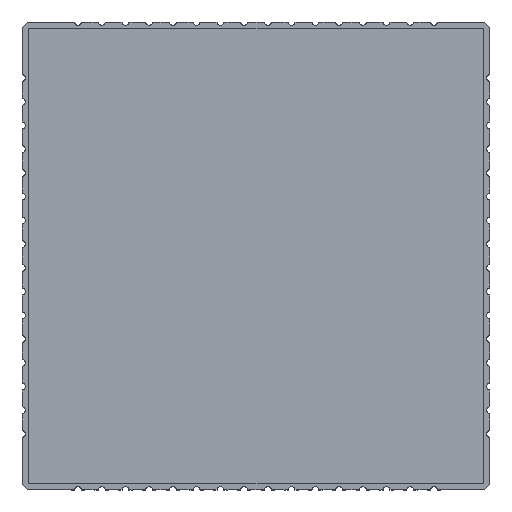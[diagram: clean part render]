
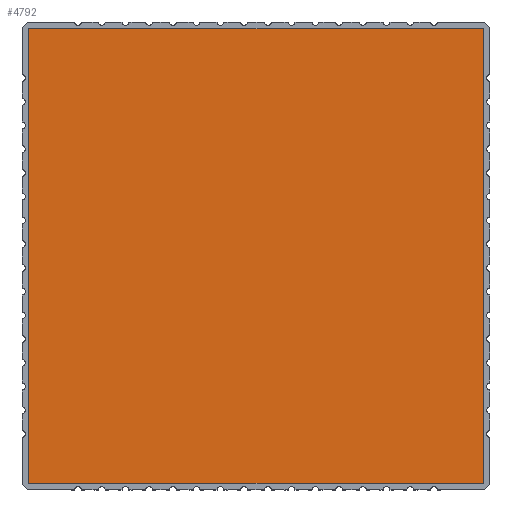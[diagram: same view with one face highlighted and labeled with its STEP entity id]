
A CAD part, top view. The second image highlights one B-rep face of the part: STEP entity #4792.
In plain terms, the highlighted planar face has unit normal (0, 0, 1).
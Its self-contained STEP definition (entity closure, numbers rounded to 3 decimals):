
#4792=ADVANCED_FACE('',(#8485),#8487,.T.);
#8485=FACE_BOUND('',#8486,.T.);
#8486=EDGE_LOOP('',(#11632,#11633,#11634,#11635));
#8487=PLANE('',#8488);
#8488=AXIS2_PLACEMENT_3D('',#8489,#8490,#8491);
#8489=CARTESIAN_POINT('',(0.,0.,2.));
#8490=DIRECTION('',(0.,0.,1.));
#8491=DIRECTION('',(1.,0.,0.));
#11632=ORIENTED_EDGE('',*,*,#13200,.T.);
#11633=ORIENTED_EDGE('',*,*,#13207,.T.);
#11634=ORIENTED_EDGE('',*,*,#13205,.T.);
#11635=ORIENTED_EDGE('',*,*,#13203,.T.);
#13200=EDGE_CURVE('',#15816,#15817,#15818,.T.);
#13203=EDGE_CURVE('',#15821,#15816,#15822,.T.);
#13205=EDGE_CURVE('',#15824,#15821,#15825,.T.);
#13207=EDGE_CURVE('',#15817,#15824,#15827,.T.);
#15816=VERTEX_POINT('',#21948);
#15817=VERTEX_POINT('',#21949);
#15818=LINE('',#21950,#21951);
#15821=VERTEX_POINT('',#21959);
#15822=LINE('',#21960,#21961);
#15824=VERTEX_POINT('',#21966);
#15825=LINE('',#21967,#21968);
#15827=LINE('',#21973,#21974);
#21948=CARTESIAN_POINT('',(13.6,0.2,2.));
#21949=CARTESIAN_POINT('',(13.6,13.6,2.));
#21950=CARTESIAN_POINT('',(13.6,0.2,2.));
#21951=VECTOR('',#21952,1.);
#21952=DIRECTION('',(0.,1.,0.));
#21959=CARTESIAN_POINT('',(0.2,0.2,2.));
#21960=CARTESIAN_POINT('',(0.2,0.2,2.));
#21961=VECTOR('',#21962,1.);
#21962=DIRECTION('',(1.,0.,0.));
#21966=CARTESIAN_POINT('',(0.2,13.6,2.));
#21967=CARTESIAN_POINT('',(0.2,13.6,2.));
#21968=VECTOR('',#21969,1.);
#21969=DIRECTION('',(0.,-1.,0.));
#21973=CARTESIAN_POINT('',(13.6,13.6,2.));
#21974=VECTOR('',#21975,1.);
#21975=DIRECTION('',(-1.,0.,0.));
